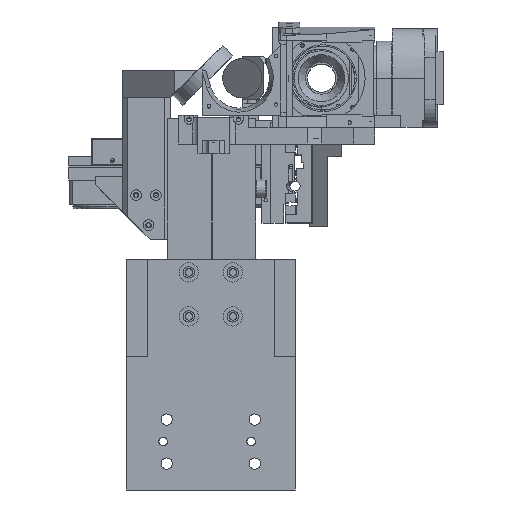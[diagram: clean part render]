
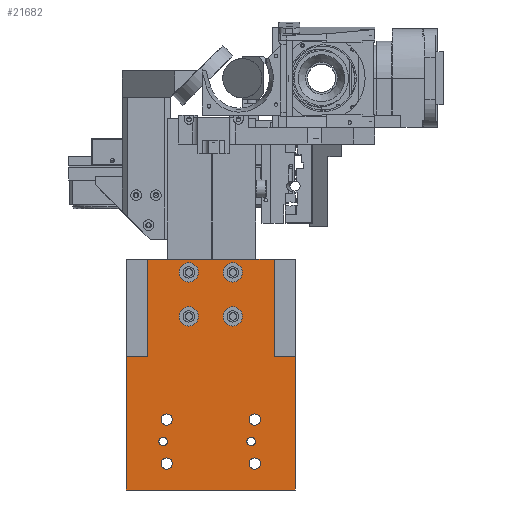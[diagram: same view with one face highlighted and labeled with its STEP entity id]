
A CAD part, front view. The second image highlights one B-rep face of the part: STEP entity #21682.
In plain terms, the highlighted face is planar.
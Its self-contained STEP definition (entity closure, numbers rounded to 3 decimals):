
#561=LINE('',#37325,#2540);
#579=LINE('',#37369,#2558);
#581=LINE('',#37373,#2560);
#583=LINE('',#37377,#2562);
#586=LINE('',#37382,#2565);
#590=LINE('',#37390,#2569);
#597=LINE('',#37403,#2576);
#598=LINE('',#37404,#2577);
#2540=VECTOR('',#25196,96.01);
#2558=VECTOR('',#25232,72.01);
#2560=VECTOR('',#25236,55.106);
#2562=VECTOR('',#25240,10.);
#2565=VECTOR('',#25245,76.);
#2569=VECTOR('',#25251,76.);
#2576=VECTOR('',#25260,55.106);
#2577=VECTOR('',#25261,12.);
#4510=PLANE('',#22759);
#5106=FACE_BOUND('',#7175,.T.);
#5107=FACE_BOUND('',#7176,.T.);
#5108=FACE_BOUND('',#7177,.T.);
#5109=FACE_BOUND('',#7178,.T.);
#5110=FACE_BOUND('',#7179,.T.);
#5111=FACE_BOUND('',#7180,.T.);
#5112=FACE_BOUND('',#7181,.T.);
#5113=FACE_BOUND('',#7182,.T.);
#5114=FACE_BOUND('',#7183,.T.);
#5115=FACE_BOUND('',#7184,.T.);
#6126=FACE_OUTER_BOUND('',#7174,.T.);
#7174=EDGE_LOOP('',(#16462,#16463,#16464,#16465,#16466,#16467,#16468,#16469));
#7175=EDGE_LOOP('',(#16470));
#7176=EDGE_LOOP('',(#16471));
#7177=EDGE_LOOP('',(#16472));
#7178=EDGE_LOOP('',(#16473));
#7179=EDGE_LOOP('',(#16474));
#7180=EDGE_LOOP('',(#16475));
#7181=EDGE_LOOP('',(#16476));
#7182=EDGE_LOOP('',(#16477));
#7183=EDGE_LOOP('',(#16478));
#7184=EDGE_LOOP('',(#16479));
#9055=CIRCLE('',#22713,5.5);
#9059=CIRCLE('',#22720,5.5);
#9063=CIRCLE('',#22727,5.5);
#9066=CIRCLE('',#22732,3.2);
#9069=CIRCLE('',#22737,3.2);
#9072=CIRCLE('',#22742,3.2);
#9078=CIRCLE('',#22760,3.2);
#9079=CIRCLE('',#22761,5.5);
#9080=CIRCLE('',#22762,2.459);
#9081=CIRCLE('',#22763,2.459);
#10263=VERTEX_POINT('',#37252);
#10267=VERTEX_POINT('',#37263);
#10271=VERTEX_POINT('',#37274);
#10274=VERTEX_POINT('',#37282);
#10277=VERTEX_POINT('',#37290);
#10280=VERTEX_POINT('',#37298);
#10291=VERTEX_POINT('',#37322);
#10292=VERTEX_POINT('',#37324);
#10308=VERTEX_POINT('',#37366);
#10309=VERTEX_POINT('',#37368);
#10310=VERTEX_POINT('',#37372);
#10311=VERTEX_POINT('',#37376);
#10315=VERTEX_POINT('',#37389);
#10320=VERTEX_POINT('',#37402);
#10321=VERTEX_POINT('',#37405);
#10322=VERTEX_POINT('',#37407);
#10323=VERTEX_POINT('',#37409);
#10324=VERTEX_POINT('',#37411);
#12961=EDGE_CURVE('',#10263,#10263,#9055,.T.);
#12965=EDGE_CURVE('',#10267,#10267,#9059,.T.);
#12969=EDGE_CURVE('',#10271,#10271,#9063,.T.);
#12972=EDGE_CURVE('',#10274,#10274,#9066,.T.);
#12975=EDGE_CURVE('',#10277,#10277,#9069,.T.);
#12978=EDGE_CURVE('',#10280,#10280,#9072,.T.);
#12989=EDGE_CURVE('',#10292,#10291,#561,.T.);
#13012=EDGE_CURVE('',#10308,#10309,#579,.T.);
#13014=EDGE_CURVE('',#10310,#10309,#581,.T.);
#13016=EDGE_CURVE('',#10310,#10311,#583,.T.);
#13019=EDGE_CURVE('',#10311,#10291,#586,.T.);
#13023=EDGE_CURVE('',#10315,#10292,#590,.T.);
#13030=EDGE_CURVE('',#10320,#10308,#597,.T.);
#13031=EDGE_CURVE('',#10320,#10315,#598,.T.);
#13032=EDGE_CURVE('',#10321,#10321,#9078,.T.);
#13033=EDGE_CURVE('',#10322,#10322,#9079,.T.);
#13034=EDGE_CURVE('',#10323,#10323,#9080,.F.);
#13035=EDGE_CURVE('',#10324,#10324,#9081,.F.);
#16462=ORIENTED_EDGE('',*,*,#13030,.F.);
#16463=ORIENTED_EDGE('',*,*,#13031,.T.);
#16464=ORIENTED_EDGE('',*,*,#13023,.T.);
#16465=ORIENTED_EDGE('',*,*,#12989,.T.);
#16466=ORIENTED_EDGE('',*,*,#13019,.F.);
#16467=ORIENTED_EDGE('',*,*,#13016,.F.);
#16468=ORIENTED_EDGE('',*,*,#13014,.T.);
#16469=ORIENTED_EDGE('',*,*,#13012,.F.);
#16470=ORIENTED_EDGE('',*,*,#13032,.F.);
#16471=ORIENTED_EDGE('',*,*,#12978,.F.);
#16472=ORIENTED_EDGE('',*,*,#12975,.F.);
#16473=ORIENTED_EDGE('',*,*,#12972,.F.);
#16474=ORIENTED_EDGE('',*,*,#12961,.T.);
#16475=ORIENTED_EDGE('',*,*,#12965,.T.);
#16476=ORIENTED_EDGE('',*,*,#12969,.T.);
#16477=ORIENTED_EDGE('',*,*,#13033,.T.);
#16478=ORIENTED_EDGE('',*,*,#13034,.T.);
#16479=ORIENTED_EDGE('',*,*,#13035,.T.);
#21682=ADVANCED_FACE('',(#6126,#5106,#5107,#5108,#5109,#5110,#5111,#5112,
#5113,#5114,#5115),#4510,.T.);
#22713=AXIS2_PLACEMENT_3D('',#37253,#25120,#25121);
#22720=AXIS2_PLACEMENT_3D('',#37264,#25134,#25135);
#22727=AXIS2_PLACEMENT_3D('',#37275,#25148,#25149);
#22732=AXIS2_PLACEMENT_3D('',#37283,#25158,#25159);
#22737=AXIS2_PLACEMENT_3D('',#37291,#25168,#25169);
#22742=AXIS2_PLACEMENT_3D('',#37299,#25178,#25179);
#22759=AXIS2_PLACEMENT_3D('',#37401,#25258,#25259);
#22760=AXIS2_PLACEMENT_3D('',#37406,#25262,#25263);
#22761=AXIS2_PLACEMENT_3D('',#37408,#25264,#25265);
#22762=AXIS2_PLACEMENT_3D('',#37410,#25266,#25267);
#22763=AXIS2_PLACEMENT_3D('',#37412,#25268,#25269);
#25120=DIRECTION('center_axis',(0.,0.,
1.));
#25121=DIRECTION('ref_axis',(-1.,0.,0.));
#25134=DIRECTION('center_axis',(0.,0.,
1.));
#25135=DIRECTION('ref_axis',(-1.,0.,0.));
#25148=DIRECTION('center_axis',(0.,0.,
1.));
#25149=DIRECTION('ref_axis',(-1.,0.,0.));
#25158=DIRECTION('center_axis',(0.,0.,
-1.));
#25159=DIRECTION('ref_axis',(-1.,0.,0.));
#25168=DIRECTION('center_axis',(0.,0.,
-1.));
#25169=DIRECTION('ref_axis',(-1.,0.,0.));
#25178=DIRECTION('center_axis',(0.,0.,
-1.));
#25179=DIRECTION('ref_axis',(-1.,0.,0.));
#25196=DIRECTION('',(0.,-1.,0.));
#25232=DIRECTION('',(0.,-1.,0.));
#25236=DIRECTION('',(-1.,0.,0.));
#25240=DIRECTION('',(0.,-1.,0.));
#25245=DIRECTION('',(1.,0.,0.));
#25251=DIRECTION('',(1.,0.,0.));
#25258=DIRECTION('center_axis',(0.,0.,
-1.));
#25259=DIRECTION('ref_axis',(-1.,0.,0.));
#25260=DIRECTION('',(-1.,0.,0.));
#25261=DIRECTION('',(0.,1.,0.));
#25262=DIRECTION('center_axis',(0.,0.,
-1.));
#25263=DIRECTION('ref_axis',(-1.,0.,0.));
#25264=DIRECTION('center_axis',(0.,0.,
1.));
#25265=DIRECTION('ref_axis',(-1.,0.,0.));
#25266=DIRECTION('center_axis',(0.,0.,
-1.));
#25267=DIRECTION('ref_axis',(-1.,0.,0.));
#25268=DIRECTION('center_axis',(0.,0.,
-1.));
#25269=DIRECTION('ref_axis',(-1.,0.,0.));
#37252=CARTESIAN_POINT('',(2.,35.51,5.));
#37253=CARTESIAN_POINT('Origin',(7.5,35.51,5.));
#37263=CARTESIAN_POINT('',(2.,60.51,5.));
#37264=CARTESIAN_POINT('Origin',(7.5,60.51,5.));
#37274=CARTESIAN_POINT('',(27.,35.51,5.));
#37275=CARTESIAN_POINT('Origin',(32.5,35.51,5.));
#37282=CARTESIAN_POINT('',(112.906,73.005,5.));
#37283=CARTESIAN_POINT('Origin',(116.106,73.005,5.));
#37290=CARTESIAN_POINT('',(112.906,23.005,5.));
#37291=CARTESIAN_POINT('Origin',(116.106,23.005,5.));
#37298=CARTESIAN_POINT('',(87.906,73.005,5.));
#37299=CARTESIAN_POINT('Origin',(91.106,73.005,5.));
#37322=CARTESIAN_POINT('',(131.106,0.,5.));
#37324=CARTESIAN_POINT('',(131.106,96.01,5.));
#37325=CARTESIAN_POINT('',(131.106,96.01,5.));
#37366=CARTESIAN_POINT('',(0.,84.01,5.));
#37368=CARTESIAN_POINT('',(0.,12.,5.));
#37369=CARTESIAN_POINT('',(0.,84.01,5.));
#37372=CARTESIAN_POINT('',(55.106,12.,5.));
#37373=CARTESIAN_POINT('',(55.106,12.,5.));
#37376=CARTESIAN_POINT('',(55.106,0.,5.));
#37377=CARTESIAN_POINT('',(55.106,12.,5.));
#37382=CARTESIAN_POINT('',(55.106,0.,5.));
#37389=CARTESIAN_POINT('',(55.106,96.01,5.));
#37390=CARTESIAN_POINT('',(55.106,96.01,5.));
#37401=CARTESIAN_POINT('Origin',(76.416,159.72,5.));
#37402=CARTESIAN_POINT('',(55.106,84.01,5.));
#37403=CARTESIAN_POINT('',(55.106,84.01,5.));
#37404=CARTESIAN_POINT('',(55.106,84.01,5.));
#37405=CARTESIAN_POINT('',(87.906,23.005,5.));
#37406=CARTESIAN_POINT('Origin',(91.106,23.005,5.));
#37407=CARTESIAN_POINT('',(27.,60.51,5.));
#37408=CARTESIAN_POINT('Origin',(32.5,60.51,5.));
#37409=CARTESIAN_POINT('',(101.147,25.01,5.));
#37410=CARTESIAN_POINT('Origin',(103.606,25.01,5.));
#37411=CARTESIAN_POINT('',(101.147,75.01,5.));
#37412=CARTESIAN_POINT('Origin',(103.606,75.01,5.));
